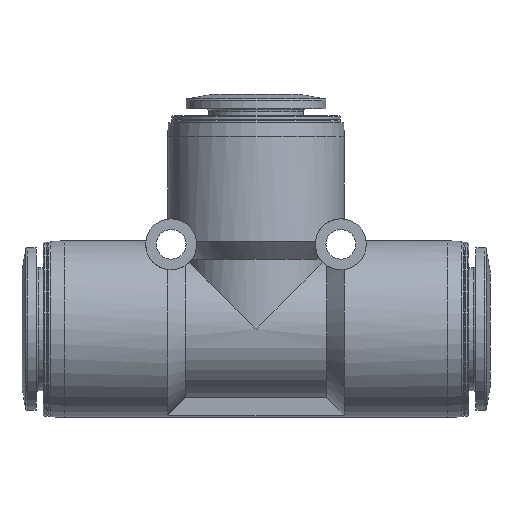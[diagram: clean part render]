
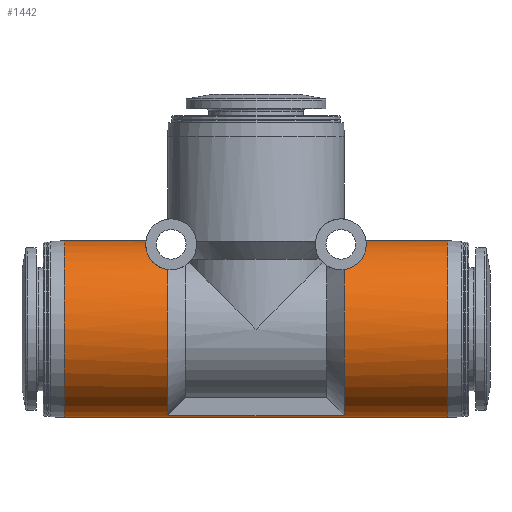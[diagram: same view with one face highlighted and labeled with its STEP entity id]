
A CAD part, front view. The second image highlights one B-rep face of the part: STEP entity #1442.
In plain terms, the highlighted cylindrical face has radius 12.5 mm (diameter 25 mm), a full revolution.
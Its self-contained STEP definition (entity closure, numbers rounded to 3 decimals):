
#50=LINE('',#2216,#54);
#51=LINE('',#2217,#55);
#54=VECTOR('',#1731,1000.);
#55=VECTOR('',#1732,1000.);
#67=B_SPLINE_CURVE_WITH_KNOTS('',3,(#2064,#2065,#2066,#2067,#2068,#2069,
#2070,#2071,#2072,#2073,#2074,#2075,#2076,#2077,#2078),.UNSPECIFIED.,.F.,
 .F.,(4,1,1,1,1,1,1,1,1,1,1,1,4),(0.013,0.014,
0.015,0.017,0.018,0.021,
0.024,0.027,0.03,0.031,
0.033,0.034,0.036),.UNSPECIFIED.);
#78=B_SPLINE_CURVE_WITH_KNOTS('',3,(#2151,#2152,#2153,#2154,#2155,#2156,
#2157,#2158,#2159,#2160,#2161,#2162,#2163,#2164,#2165),.UNSPECIFIED.,.F.,
 .F.,(4,1,1,1,1,1,1,1,1,1,1,1,4),(0.037,0.038,
0.04,0.041,0.043,0.046,
0.048,0.051,0.054,0.056,
0.057,0.059,0.06),.UNSPECIFIED.);
#90=CYLINDRICAL_SURFACE('',#1542,12.5);
#171=ORIENTED_EDGE('',*,*,#370,.F.);
#172=ORIENTED_EDGE('',*,*,#373,.F.);
#173=ORIENTED_EDGE('',*,*,#371,.T.);
#174=ORIENTED_EDGE('',*,*,#343,.F.);
#175=ORIENTED_EDGE('',*,*,#368,.T.);
#176=ORIENTED_EDGE('',*,*,#374,.T.);
#177=ORIENTED_EDGE('',*,*,#366,.F.);
#178=ORIENTED_EDGE('',*,*,#356,.F.);
#179=ORIENTED_EDGE('',*,*,#375,.F.);
#180=ORIENTED_EDGE('',*,*,#376,.T.);
#343=EDGE_CURVE('',#449,#450,#67,.T.);
#356=EDGE_CURVE('',#462,#463,#78,.T.);
#366=EDGE_CURVE('',#463,#468,#538,.T.);
#368=EDGE_CURVE('',#449,#469,#539,.T.);
#370=EDGE_CURVE('',#470,#462,#540,.T.);
#371=EDGE_CURVE('',#471,#450,#541,.T.);
#373=EDGE_CURVE('',#471,#470,#50,.T.);
#374=EDGE_CURVE('',#469,#468,#51,.T.);
#375=EDGE_CURVE('',#472,#472,#542,.T.);
#376=EDGE_CURVE('',#473,#473,#543,.T.);
#449=VERTEX_POINT('',#2063);
#450=VERTEX_POINT('',#2079);
#462=VERTEX_POINT('',#2150);
#463=VERTEX_POINT('',#2166);
#468=VERTEX_POINT('',#2192);
#469=VERTEX_POINT('',#2199);
#470=VERTEX_POINT('',#2206);
#471=VERTEX_POINT('',#2210);
#472=VERTEX_POINT('',#2219);
#473=VERTEX_POINT('',#2221);
#538=CIRCLE('',#1535,12.5);
#539=CIRCLE('',#1537,12.5);
#540=CIRCLE('',#1539,12.5);
#541=CIRCLE('',#1541,12.5);
#542=CIRCLE('',#1543,12.5);
#543=CIRCLE('',#1544,12.5);
#617=EDGE_LOOP('',(#171,#172,#173,#174,#175,#176,#177,#178));
#618=EDGE_LOOP('',(#179));
#619=EDGE_LOOP('',(#180));
#759=FACE_BOUND('',#617,.T.);
#760=FACE_BOUND('',#618,.T.);
#761=FACE_BOUND('',#619,.T.);
#1442=ADVANCED_FACE('',(#759,#760,#761),#90,.T.);
#1535=AXIS2_PLACEMENT_3D('',#2193,#1715,#1716);
#1537=AXIS2_PLACEMENT_3D('',#2200,#1719,#1720);
#1539=AXIS2_PLACEMENT_3D('',#2207,#1723,#1724);
#1541=AXIS2_PLACEMENT_3D('',#2209,#1727,#1728);
#1542=AXIS2_PLACEMENT_3D('',#2215,#1729,#1730);
#1543=AXIS2_PLACEMENT_3D('',#2218,#1733,#1734);
#1544=AXIS2_PLACEMENT_3D('',#2220,#1735,#1736);
#1715=DIRECTION('',(1.,0.,0.));
#1716=DIRECTION('',(0.,0.,-1.));
#1719=DIRECTION('',(1.,0.,0.));
#1720=DIRECTION('',(0.,0.,-1.));
#1723=DIRECTION('',(1.,0.,0.));
#1724=DIRECTION('',(0.,0.,-1.));
#1727=DIRECTION('',(1.,0.,0.));
#1728=DIRECTION('',(0.,0.,-1.));
#1729=DIRECTION('',(1.,0.,0.));
#1730=DIRECTION('',(0.,0.,-1.));
#1731=DIRECTION('',(-1.,0.,0.));
#1732=DIRECTION('',(-1.,0.,0.));
#1733=DIRECTION('',(1.,0.,0.));
#1734=DIRECTION('',(0.,0.,-1.));
#1735=DIRECTION('',(1.,0.,0.));
#1736=DIRECTION('',(0.,0.,-1.));
#2063=CARTESIAN_POINT('',(12.5,-9.225,8.435));
#2064=CARTESIAN_POINT('',(12.5,-9.225,8.435));
#2065=CARTESIAN_POINT('',(12.983,-9.163,8.503));
#2066=CARTESIAN_POINT('',(13.888,-8.856,8.839));
#2067=CARTESIAN_POINT('',(14.794,-7.986,9.647));
#2068=CARTESIAN_POINT('',(15.298,-6.873,10.474));
#2069=CARTESIAN_POINT('',(15.607,-5.196,11.441));
#2070=CARTESIAN_POINT('',(15.606,-2.904,12.274));
#2071=CARTESIAN_POINT('',(15.544,0.005,12.613));
#2072=CARTESIAN_POINT('',(15.607,2.911,12.273));
#2073=CARTESIAN_POINT('',(15.607,5.206,11.437));
#2074=CARTESIAN_POINT('',(15.295,6.88,10.469));
#2075=CARTESIAN_POINT('',(14.792,7.988,9.644));
#2076=CARTESIAN_POINT('',(13.883,8.86,8.836));
#2077=CARTESIAN_POINT('',(12.977,9.164,8.502));
#2078=CARTESIAN_POINT('',(12.5,9.225,8.435));
#2079=CARTESIAN_POINT('',(12.5,9.225,8.435));
#2150=CARTESIAN_POINT('',(-12.5,9.225,8.435));
#2151=CARTESIAN_POINT('',(-12.5,9.225,8.435));
#2152=CARTESIAN_POINT('',(-12.979,9.164,8.502));
#2153=CARTESIAN_POINT('',(-13.887,8.857,8.838));
#2154=CARTESIAN_POINT('',(-14.793,7.987,9.645));
#2155=CARTESIAN_POINT('',(-15.297,6.874,10.473));
#2156=CARTESIAN_POINT('',(-15.606,5.209,11.434));
#2157=CARTESIAN_POINT('',(-15.607,2.921,12.271));
#2158=CARTESIAN_POINT('',(-15.544,-0.005,12.614));
#2159=CARTESIAN_POINT('',(-15.607,-2.905,12.274));
#2160=CARTESIAN_POINT('',(-15.607,-5.206,11.437));
#2161=CARTESIAN_POINT('',(-15.295,-6.881,10.468));
#2162=CARTESIAN_POINT('',(-14.79,-7.993,9.641));
#2163=CARTESIAN_POINT('',(-13.879,-8.86,8.835));
#2164=CARTESIAN_POINT('',(-12.98,-9.164,8.502));
#2165=CARTESIAN_POINT('',(-12.5,-9.225,8.435));
#2166=CARTESIAN_POINT('',(-12.5,-9.225,8.435));
#2192=CARTESIAN_POINT('',(-12.5,-2.5,-12.247));
#2193=CARTESIAN_POINT('',(-12.5,0.,0.));
#2199=CARTESIAN_POINT('',(12.5,-2.5,-12.247));
#2200=CARTESIAN_POINT('',(12.5,0.,0.));
#2206=CARTESIAN_POINT('',(-12.5,2.5,-12.247));
#2207=CARTESIAN_POINT('',(-12.5,0.,0.));
#2209=CARTESIAN_POINT('',(12.5,0.,0.));
#2210=CARTESIAN_POINT('',(12.5,2.5,-12.247));
#2215=CARTESIAN_POINT('',(33.1,0.,0.));
#2216=CARTESIAN_POINT('',(12.5,2.5,-12.247));
#2217=CARTESIAN_POINT('',(12.5,-2.5,-12.247));
#2218=CARTESIAN_POINT('',(27.1,0.,0.));
#2219=CARTESIAN_POINT('',(27.1,0.,-12.5));
#2220=CARTESIAN_POINT('',(-27.1,0.,0.));
#2221=CARTESIAN_POINT('',(-27.1,0.,-12.5));
